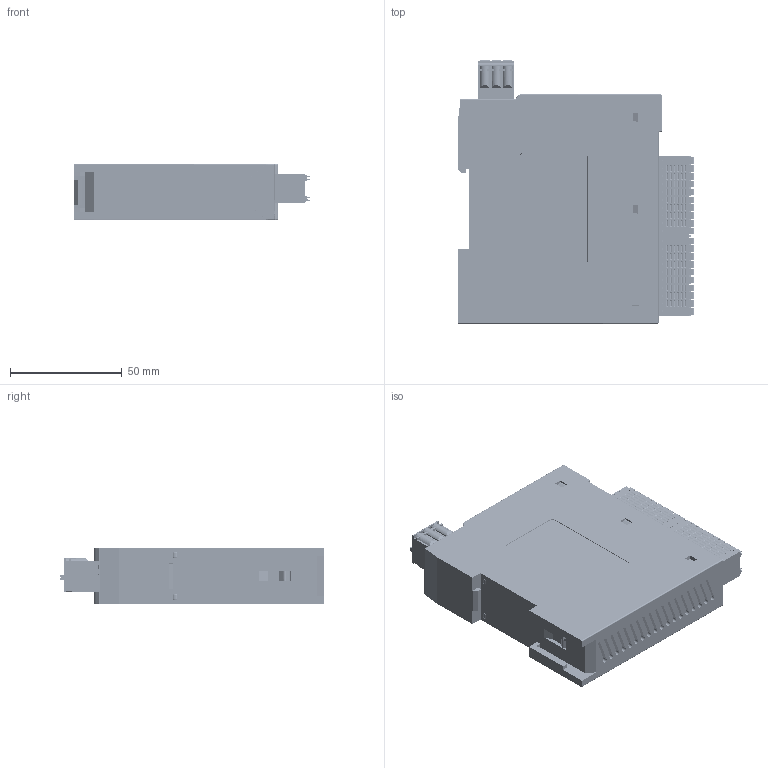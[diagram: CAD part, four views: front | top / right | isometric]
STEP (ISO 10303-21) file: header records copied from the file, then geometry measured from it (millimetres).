
FILE_DESCRIPTION(/* description */ (''),/* implementation_level */ '2;1');
FILE_NAME(/* name */ '',/* time_stamp */ '2024-04-16T10:38:42+08:00',/* author */ (''),/* organization */ (''),/* preprocessor_version */ 'ST-DEVELOPER v14',/* originating_system */ 'SIEMENS PLM Software NX 8.0',/* authorisation */ '');
FILE_SCHEMA (('AUTOMOTIVE_DESIGN { 1 0 10303 214 3 1 1 1 }'));
Products named in the file (1): Admi3D74A6740ef4
Bounding box: 105.18 x 117.8 x 25.4 mm (x, y, z)
Volume: 234104.7 mm3; surface area: 51770.9 mm2
Topology: 1 solids, 182 shells, 9139 faces, 24184 edges, 15744 vertices
Faces by surface type: plane 6017, cylinder 2059, bspline 326, torus 317, cone 198, extrusion 176, sphere 46
Full cylindrical faces by diameter (mm): 0.18 x2, 1.493 x4, 2.5 x3, 3.05 x40, 3.3 x3, 4 x4, 9.6 x1, 9.8 x1
Entity records: 300544 total; most frequent: CARTESIAN_POINT 75344, ORIENTED_EDGE 47638, DIRECTION 44908, EDGE_CURVE 23819, VECTOR 17156, LINE 16980, VERTEX_POINT 15660, AXIS2_PLACEMENT_3D 13876
